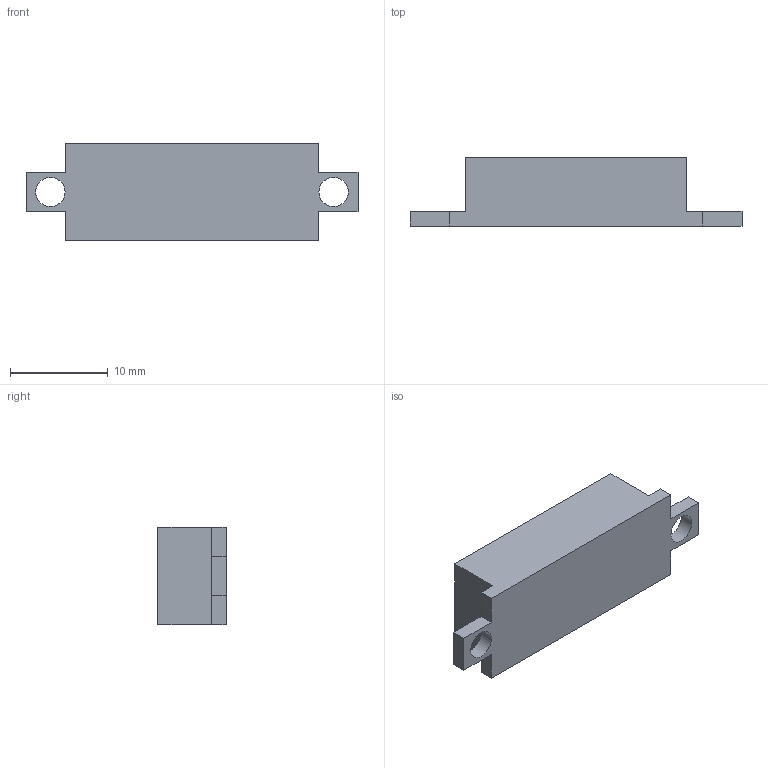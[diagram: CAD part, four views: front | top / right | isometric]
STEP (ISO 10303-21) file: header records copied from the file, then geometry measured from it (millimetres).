
FILE_DESCRIPTION(/* description */ (''),/* implementation_level */ '2;1');
FILE_NAME(/* name */ 'Voltage_Indicator.stp',/* time_stamp */ '2021-04-22T12:11:38+02:00',/* author */ ('junnu'),/* organization */ (''),/* preprocessor_version */ 'ST-DEVELOPER v18',/* originating_system */ 'Autodesk Inventor 2020',/* authorisation */ '');
FILE_SCHEMA (('AUTOMOTIVE_DESIGN { 1 0 10303 214 3 1 1 }'));
Length unit declared in the file: millimetre
Products named in the file (1): Voltage_Indicator
Bounding box: 34 x 7 x 10 mm (x, y, z)
Volume: 1652.9 mm3; surface area: 1093.9 mm2
Topology: 1 solids, 1 shells, 131 faces, 328 edges, 220 vertices
Faces by surface type: plane 129, cylinder 2
Full cylindrical faces by diameter (mm): 3 x2
Entity records: 3968 total; most frequent: CARTESIAN_POINT 680, ORIENTED_EDGE 656, DIRECTION 600, EDGE_CURVE 328, LINE 320, VECTOR 320, VERTEX_POINT 220, EDGE_LOOP 156
